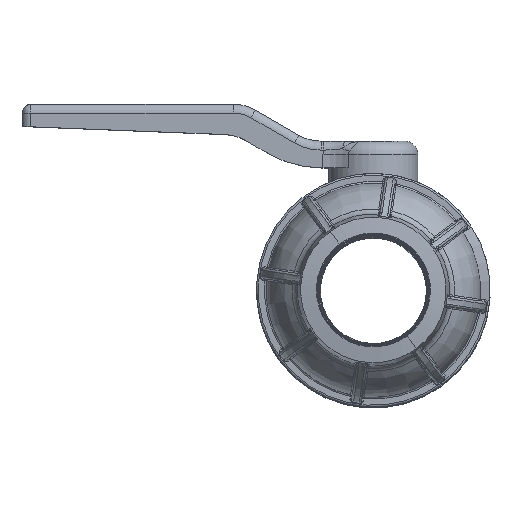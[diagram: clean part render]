
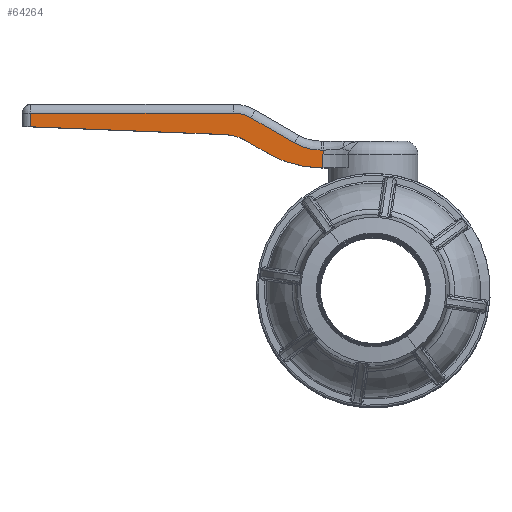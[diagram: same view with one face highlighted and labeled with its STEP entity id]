
A CAD part, top view. The second image highlights one B-rep face of the part: STEP entity #64264.
In plain terms, the highlighted planar face has unit normal (0, 0, 1).
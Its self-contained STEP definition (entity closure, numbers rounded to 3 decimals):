
#4449 = LINE ( 'NONE', #30601, #28175 ) ;
#4452 = LINE ( 'NONE', #30619, #28196 ) ;
#4593 = FACE_OUTER_BOUND ( 'NONE', #60945, .T. ) ;
#13960 = CARTESIAN_POINT ( 'NONE',  ( -11.536, 15.66, 7. ) ) ;
#13962 = DIRECTION ( 'NONE',  ( 0., -1., 0. ) ) ;
#13998 = CARTESIAN_POINT ( 'NONE',  ( -11.536, 18.66, 7. ) ) ;
#14000 = DIRECTION ( 'NONE',  ( -1., 0., 0. ) ) ;
#14010 = CARTESIAN_POINT ( 'NONE',  ( 33.784, 10.66, 7. ) ) ;
#14012 = DIRECTION ( 'NONE',  ( 0., 0., 1. ) ) ;
#14014 = DIRECTION ( 'NONE',  ( 1., 0., 0. ) ) ;
#14023 = CARTESIAN_POINT ( 'NONE',  ( 37.784, 17.588, 7. ) ) ;
#14025 = DIRECTION ( 'NONE',  ( -0.866, 0.5, 0. ) ) ;
#14034 = CARTESIAN_POINT ( 'NONE',  ( 53.53, 22.354, 7. ) ) ;
#14036 = DIRECTION ( 'NONE',  ( 0., 0., -1. ) ) ;
#14038 = DIRECTION ( 'NONE',  ( 1., 0., 0. ) ) ;
#14047 = CARTESIAN_POINT ( 'NONE',  ( 53.53, 10.354, 7. ) ) ;
#14049 = DIRECTION ( 'NONE',  ( -1., 0., 0. ) ) ;
#14189 = CARTESIAN_POINT ( 'NONE',  ( 53.94, 9.354, 7. ) ) ;
#14191 = CARTESIAN_POINT ( 'NONE',  ( 53.94, 9.691, 7. ) ) ;
#14193 = CARTESIAN_POINT ( 'NONE',  ( 53.963, 10.025, 7. ) ) ;
#14195 = CARTESIAN_POINT ( 'NONE',  ( 54.008, 10.354, 7. ) ) ;
#14209 = CARTESIAN_POINT ( 'NONE',  ( -13.536, 15.66, 7. ) ) ;
#14211 = DIRECTION ( 'NONE',  ( 0.999, -0.04, 0. ) ) ;
#14214 = CARTESIAN_POINT ( 'NONE',  ( 55.242, 6.354, 7. ) ) ;
#14216 = DIRECTION ( 'NONE',  ( 1., 0., 0. ) ) ;
#28165 = CIRCLE ( 'NONE', #28167, 24. ) ;
#28167 = AXIS2_PLACEMENT_3D ( 'NONE', #30594, #30595, #30596 ) ;
#28175 = VECTOR ( 'NONE', #30602, 1000. ) ;
#28181 = CIRCLE ( 'NONE', #28182, 10. ) ;
#28182 = AXIS2_PLACEMENT_3D ( 'NONE', #30608, #30609, #30610 ) ;
#28196 = VECTOR ( 'NONE', #30620, 1000. ) ;
#28697 = AXIS2_PLACEMENT_3D ( 'NONE', #37948, #37949, #37950 ) ;
#29675 = B_SPLINE_CURVE_WITH_KNOTS ( 'NONE', 3,
 ( #14189, #14191, #14193, #14195 ),
 .UNSPECIFIED., .F., .F.,
 ( 4, 4 ),
 ( 0., 0.001 ),
 .UNSPECIFIED. ) ;
#30594 = CARTESIAN_POINT ( 'NONE',  ( 53.673, 30.354, 7. ) ) ;
#30595 = DIRECTION ( 'NONE',  ( 0., 0., 1. ) ) ;
#30596 = DIRECTION ( 'NONE',  ( -1., 0., 0. ) ) ;
#30601 = CARTESIAN_POINT ( 'NONE',  ( 41.673, 9.569, 7. ) ) ;
#30602 = DIRECTION ( 'NONE',  ( 0.866, -0.5, 0. ) ) ;
#30608 = CARTESIAN_POINT ( 'NONE',  ( 31.581, 3.849, 7. ) ) ;
#30609 = DIRECTION ( 'NONE',  ( 0., 0., -1. ) ) ;
#30610 = DIRECTION ( 'NONE',  ( 1., 0., 0. ) ) ;
#30619 = CARTESIAN_POINT ( 'NONE',  ( 53.94, 22.354, 7. ) ) ;
#30620 = DIRECTION ( 'NONE',  ( 0., 1., 0. ) ) ;
#37947 = PLANE ( 'NONE',  #28697 ) ;
#37948 = CARTESIAN_POINT ( 'NONE',  ( 53.53, 22.354, 7. ) ) ;
#37949 = DIRECTION ( 'NONE',  ( 0., 0., 1. ) ) ;
#37950 = DIRECTION ( 'NONE',  ( 1., 0., 0. ) ) ;
#60945 = EDGE_LOOP ( 'NONE', ( #66268, #66269, #66270, #66267, #66271, #66272, #66273, #66274, #66276, #66277, #66275, #66278, #66280 ) ) ;
#63408 = EDGE_CURVE ( 'NONE', #65045, #65044, #28165, .T. ) ;
#63420 = EDGE_CURVE ( 'NONE', #65047, #65045, #4449, .T. ) ;
#63431 = EDGE_CURVE ( 'NONE', #65049, #65047, #28181, .T. ) ;
#63443 = EDGE_CURVE ( 'NONE', #65050, #65051, #4452, .T. ) ;
#64264 = ADVANCED_FACE ( 'NONE', ( #4593 ), #37947, .T. ) ;
#65044 = VERTEX_POINT ( 'NONE', #70569 ) ;
#65045 = VERTEX_POINT ( 'NONE', #70570 ) ;
#65047 = VERTEX_POINT ( 'NONE', #70572 ) ;
#65049 = VERTEX_POINT ( 'NONE', #70574 ) ;
#65050 = VERTEX_POINT ( 'NONE', #70575 ) ;
#65051 = VERTEX_POINT ( 'NONE', #70576 ) ;
#65074 = VERTEX_POINT ( 'NONE', #70599 ) ;
#65076 = VERTEX_POINT ( 'NONE', #70601 ) ;
#65079 = VERTEX_POINT ( 'NONE', #70604 ) ;
#65080 = VERTEX_POINT ( 'NONE', #70605 ) ;
#65081 = VERTEX_POINT ( 'NONE', #70606 ) ;
#65082 = VERTEX_POINT ( 'NONE', #70607 ) ;
#65083 = VERTEX_POINT ( 'NONE', #70608 ) ;
#66267 = ORIENTED_EDGE ( 'NONE', *, *, #67967, .T. ) ;
#66268 = ORIENTED_EDGE ( 'NONE', *, *, #67982, .T. ) ;
#66269 = ORIENTED_EDGE ( 'NONE', *, *, #67971, .T. ) ;
#66270 = ORIENTED_EDGE ( 'NONE', *, *, #67969, .T. ) ;
#66271 = ORIENTED_EDGE ( 'NONE', *, *, #67965, .T. ) ;
#66272 = ORIENTED_EDGE ( 'NONE', *, *, #67963, .T. ) ;
#66273 = ORIENTED_EDGE ( 'NONE', *, *, #67956, .T. ) ;
#66274 = ORIENTED_EDGE ( 'NONE', *, *, #67984, .T. ) ;
#66275 = ORIENTED_EDGE ( 'NONE', *, *, #63408, .T. ) ;
#66276 = ORIENTED_EDGE ( 'NONE', *, *, #63431, .T. ) ;
#66277 = ORIENTED_EDGE ( 'NONE', *, *, #63420, .T. ) ;
#66278 = ORIENTED_EDGE ( 'NONE', *, *, #67985, .T. ) ;
#66280 = ORIENTED_EDGE ( 'NONE', *, *, #63443, .T. ) ;
#67956 = EDGE_CURVE ( 'NONE', #65074, #65076, #82462, .T. ) ;
#67963 = EDGE_CURVE ( 'NONE', #65079, #65074, #82472, .T. ) ;
#67965 = EDGE_CURVE ( 'NONE', #65080, #65079, #92374, .T. ) ;
#67967 = EDGE_CURVE ( 'NONE', #65081, #65080, #82474, .T. ) ;
#67969 = EDGE_CURVE ( 'NONE', #65082, #65081, #92390, .T. ) ;
#67971 = EDGE_CURVE ( 'NONE', #65083, #65082, #82477, .T. ) ;
#67982 = EDGE_CURVE ( 'NONE', #65051, #65083, #29675, .T. ) ;
#67984 = EDGE_CURVE ( 'NONE', #65076, #65049, #82483, .T. ) ;
#67985 = EDGE_CURVE ( 'NONE', #65044, #65050, #82486, .T. ) ;
#70569 = CARTESIAN_POINT ( 'NONE',  ( 53.673, 6.354, 7. ) ) ;
#70570 = CARTESIAN_POINT ( 'NONE',  ( 41.673, 9.569, 7. ) ) ;
#70572 = CARTESIAN_POINT ( 'NONE',  ( 36.581, 12.509, 7. ) ) ;
#70574 = CARTESIAN_POINT ( 'NONE',  ( 31.98, 13.841, 7. ) ) ;
#70575 = CARTESIAN_POINT ( 'NONE',  ( 53.94, 6.354, 7. ) ) ;
#70576 = CARTESIAN_POINT ( 'NONE',  ( 53.94, 9.354, 7. ) ) ;
#70599 = CARTESIAN_POINT ( 'NONE',  ( -11.536, 18.66, 7. ) ) ;
#70601 = CARTESIAN_POINT ( 'NONE',  ( -11.536, 15.58, 7. ) ) ;
#70604 = CARTESIAN_POINT ( 'NONE',  ( 33.784, 18.66, 7. ) ) ;
#70605 = CARTESIAN_POINT ( 'NONE',  ( 37.784, 17.588, 7. ) ) ;
#70606 = CARTESIAN_POINT ( 'NONE',  ( 47.53, 11.961, 7. ) ) ;
#70607 = CARTESIAN_POINT ( 'NONE',  ( 53.53, 10.354, 7. ) ) ;
#70608 = CARTESIAN_POINT ( 'NONE',  ( 54.008, 10.354, 7. ) ) ;
#82462 = LINE ( 'NONE', #13960, #92343 ) ;
#82472 = LINE ( 'NONE', #13998, #92369 ) ;
#82474 = LINE ( 'NONE', #14023, #92386 ) ;
#82477 = LINE ( 'NONE', #14047, #92402 ) ;
#82483 = LINE ( 'NONE', #14209, #92421 ) ;
#82486 = LINE ( 'NONE', #14214, #92424 ) ;
#92343 = VECTOR ( 'NONE', #13962, 1000. ) ;
#92369 = VECTOR ( 'NONE', #14000, 1000. ) ;
#92374 = CIRCLE ( 'NONE', #92376, 8. ) ;
#92376 = AXIS2_PLACEMENT_3D ( 'NONE', #14010, #14012, #14014 ) ;
#92386 = VECTOR ( 'NONE', #14025, 1000. ) ;
#92390 = CIRCLE ( 'NONE', #92393, 12. ) ;
#92393 = AXIS2_PLACEMENT_3D ( 'NONE', #14034, #14036, #14038 ) ;
#92402 = VECTOR ( 'NONE', #14049, 1000. ) ;
#92421 = VECTOR ( 'NONE', #14211, 1000. ) ;
#92424 = VECTOR ( 'NONE', #14216, 1000. ) ;
